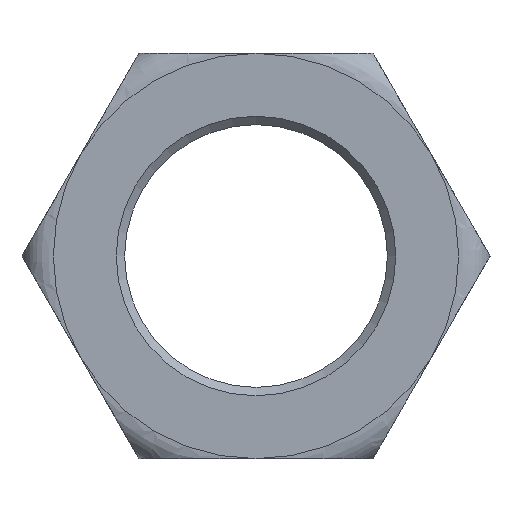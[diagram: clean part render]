
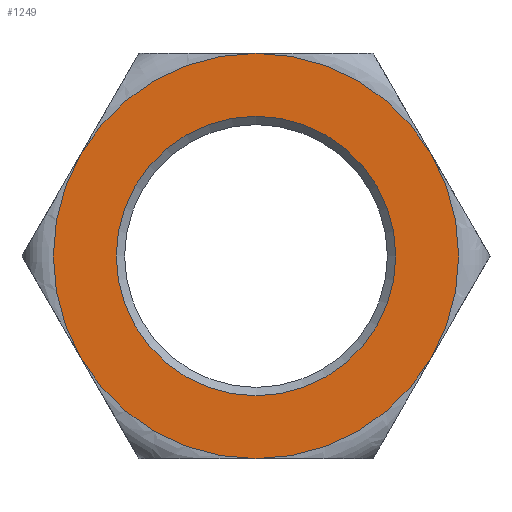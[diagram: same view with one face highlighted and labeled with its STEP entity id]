
A CAD part, front view. The second image highlights one B-rep face of the part: STEP entity #1249.
In plain terms, the highlighted planar face has unit normal (0, -1, 0).
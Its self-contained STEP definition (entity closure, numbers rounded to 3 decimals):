
#42 = AXIS2_PLACEMENT_3D ( 'NONE', #797, #524, #402 ) ;
#43 = CARTESIAN_POINT ( 'NONE',  ( -41.858, -40., -72.5 ) ) ;
#58 = ORIENTED_EDGE ( 'NONE', *, *, #135, .F. ) ;
#69 = CARTESIAN_POINT ( 'NONE',  ( 62.787, -40., -36.25 ) ) ;
#72 = CARTESIAN_POINT ( 'NONE',  ( 0., -40., 72.5 ) ) ;
#75 = DIRECTION ( 'NONE',  ( 1., 0., 0. ) ) ;
#96 = ORIENTED_EDGE ( 'NONE', *, *, #686, .F. ) ;
#124 = EDGE_CURVE ( 'NONE', #1532, #244, #1231, .T. ) ;
#135 = EDGE_CURVE ( 'NONE', #332, #1216, #539, .T. ) ;
#136 = VERTEX_POINT ( 'NONE', #156 ) ;
#156 = CARTESIAN_POINT ( 'NONE',  ( 62.787, -40., 36.25 ) ) ;
#157 = CARTESIAN_POINT ( 'NONE',  ( 41.858, -40., -72.5 ) ) ;
#158 = ORIENTED_EDGE ( 'NONE', *, *, #124, .F. ) ;
#195 = AXIS2_PLACEMENT_3D ( 'NONE', #1501, #1380, #900 ) ;
#238 = AXIS2_PLACEMENT_3D ( 'NONE', #1232, #1113, #647 ) ;
#244 = VERTEX_POINT ( 'NONE', #72 ) ;
#252 = ORIENTED_EDGE ( 'NONE', *, *, #467, .F. ) ;
#283 = FACE_OUTER_BOUND ( 'NONE', #810, .T. ) ;
#289 = CARTESIAN_POINT ( 'NONE',  ( 0., -40., -72.5 ) ) ;
#322 = AXIS2_PLACEMENT_3D ( 'NONE', #731, #1094, #955 ) ;
#332 = VERTEX_POINT ( 'NONE', #69 ) ;
#366 = VECTOR ( 'NONE', #1199, 1000. ) ;
#372 = ORIENTED_EDGE ( 'NONE', *, *, #575, .F. ) ;
#402 = DIRECTION ( 'NONE',  ( 0., 0., 1. ) ) ;
#438 = DIRECTION ( 'NONE',  ( 0., 1., 0. ) ) ;
#452 = CARTESIAN_POINT ( 'NONE',  ( 0., -40., 0. ) ) ;
#459 = DIRECTION ( 'NONE',  ( 0., 1., 0. ) ) ;
#467 = EDGE_CURVE ( 'NONE', #244, #136, #1086, .T. ) ;
#516 = ORIENTED_EDGE ( 'NONE', *, *, #952, .F. ) ;
#524 = DIRECTION ( 'NONE',  ( 0., 1., 0. ) ) ;
#526 = ORIENTED_EDGE ( 'NONE', *, *, #1084, .F. ) ;
#539 = LINE ( 'NONE', #1482, #1359 ) ;
#540 = DIRECTION ( 'NONE',  ( 1., 0., 0. ) ) ;
#549 = VECTOR ( 'NONE', #1104, 1000. ) ;
#556 = DIRECTION ( 'NONE',  ( 1., 0., 0. ) ) ;
#575 = EDGE_CURVE ( 'NONE', #1445, #853, #672, .T. ) ;
#582 = VERTEX_POINT ( 'NONE', #796 ) ;
#631 = VERTEX_POINT ( 'NONE', #1397 ) ;
#646 = VECTOR ( 'NONE', #710, 1000. ) ;
#647 = DIRECTION ( 'NONE',  ( 0., 0., 1. ) ) ;
#672 = CIRCLE ( 'NONE', #1487, 72.5 ) ;
#686 = EDGE_CURVE ( 'NONE', #894, #1532, #1018, .T. ) ;
#690 = LINE ( 'NONE', #1047, #646 ) ;
#707 = CARTESIAN_POINT ( 'NONE',  ( 0., -40., 72.5 ) ) ;
#710 = DIRECTION ( 'NONE',  ( 0.5, 0., 0.866 ) ) ;
#721 = CIRCLE ( 'NONE', #42, 50. ) ;
#722 = EDGE_CURVE ( 'NONE', #1216, #1509, #986, .T. ) ;
#731 = CARTESIAN_POINT ( 'NONE',  ( 0., -40., 0. ) ) ;
#768 = CARTESIAN_POINT ( 'NONE',  ( -62.787, -40., -36.25 ) ) ;
#769 = PLANE ( 'NONE',  #238 ) ;
#791 = CARTESIAN_POINT ( 'NONE',  ( 0., -40., 0. ) ) ;
#793 = EDGE_CURVE ( 'NONE', #1001, #1445, #847, .T. ) ;
#796 = CARTESIAN_POINT ( 'NONE',  ( 0., -40., 50. ) ) ;
#797 = CARTESIAN_POINT ( 'NONE',  ( 0., -40., 0. ) ) ;
#798 = AXIS2_PLACEMENT_3D ( 'NONE', #452, #459, #1279 ) ;
#810 = EDGE_LOOP ( 'NONE', ( #1347, #58, #1263, #252, #158, #96, #516, #372, #1143, #861, #526 ) ) ;
#847 = LINE ( 'NONE', #43, #366 ) ;
#853 = VERTEX_POINT ( 'NONE', #995 ) ;
#861 = ORIENTED_EDGE ( 'NONE', *, *, #1161, .F. ) ;
#876 = FACE_BOUND ( 'NONE', #1339, .T. ) ;
#894 = VERTEX_POINT ( 'NONE', #1171 ) ;
#900 = DIRECTION ( 'NONE',  ( 1., 0., 0. ) ) ;
#923 = DIRECTION ( 'NONE',  ( 0., 1., 0. ) ) ;
#932 = CARTESIAN_POINT ( 'NONE',  ( -62.787, -40., -36.25 ) ) ;
#951 = LINE ( 'NONE', #157, #1136 ) ;
#952 = EDGE_CURVE ( 'NONE', #853, #894, #690, .T. ) ;
#955 = DIRECTION ( 'NONE',  ( 1., 0., 0. ) ) ;
#986 = CIRCLE ( 'NONE', #1306, 72.5 ) ;
#990 = CARTESIAN_POINT ( 'NONE',  ( -41.858, -40., 72.5 ) ) ;
#995 = CARTESIAN_POINT ( 'NONE',  ( -62.787, -40., 36.25 ) ) ;
#1001 = VERTEX_POINT ( 'NONE', #932 ) ;
#1018 = CIRCLE ( 'NONE', #798, 72.5 ) ;
#1044 = DIRECTION ( 'NONE',  ( 0., 1., 0. ) ) ;
#1047 = CARTESIAN_POINT ( 'NONE',  ( -83.716, -40., 0. ) ) ;
#1060 = CIRCLE ( 'NONE', #1515, 72.5 ) ;
#1084 = EDGE_CURVE ( 'NONE', #1509, #631, #951, .T. ) ;
#1086 = CIRCLE ( 'NONE', #322, 72.5 ) ;
#1094 = DIRECTION ( 'NONE',  ( 0., 1., 0. ) ) ;
#1104 = DIRECTION ( 'NONE',  ( 1., 0., 0. ) ) ;
#1105 = DIRECTION ( 'NONE',  ( -1., 0., 0. ) ) ;
#1113 = DIRECTION ( 'NONE',  ( 0., 1., 0. ) ) ;
#1124 = EDGE_CURVE ( 'NONE', #136, #332, #1459, .T. ) ;
#1136 = VECTOR ( 'NONE', #1105, 1000. ) ;
#1139 = CARTESIAN_POINT ( 'NONE',  ( 62.787, -40., -36.25 ) ) ;
#1143 = ORIENTED_EDGE ( 'NONE', *, *, #793, .F. ) ;
#1161 = EDGE_CURVE ( 'NONE', #631, #1001, #1060, .T. ) ;
#1171 = CARTESIAN_POINT ( 'NONE',  ( -62.787, -40., 36.25 ) ) ;
#1199 = DIRECTION ( 'NONE',  ( -0.5, 0., 0.866 ) ) ;
#1216 = VERTEX_POINT ( 'NONE', #1139 ) ;
#1231 = LINE ( 'NONE', #990, #549 ) ;
#1232 = CARTESIAN_POINT ( 'NONE',  ( 0., -40., 0. ) ) ;
#1240 = EDGE_CURVE ( 'NONE', #582, #582, #721, .T. ) ;
#1249 = ADVANCED_FACE ( 'NONE', ( #876, #283 ), #769, .F. ) ;
#1263 = ORIENTED_EDGE ( 'NONE', *, *, #1124, .F. ) ;
#1279 = DIRECTION ( 'NONE',  ( 1., 0., 0. ) ) ;
#1286 = CARTESIAN_POINT ( 'NONE',  ( 0., -40., 0. ) ) ;
#1294 = CARTESIAN_POINT ( 'NONE',  ( 0., -40., 0. ) ) ;
#1306 = AXIS2_PLACEMENT_3D ( 'NONE', #1294, #1044, #75 ) ;
#1339 = EDGE_LOOP ( 'NONE', ( #1369 ) ) ;
#1347 = ORIENTED_EDGE ( 'NONE', *, *, #722, .F. ) ;
#1359 = VECTOR ( 'NONE', #1464, 1000. ) ;
#1369 = ORIENTED_EDGE ( 'NONE', *, *, #1240, .T. ) ;
#1380 = DIRECTION ( 'NONE',  ( 0., 1., 0. ) ) ;
#1397 = CARTESIAN_POINT ( 'NONE',  ( 0., -40., -72.5 ) ) ;
#1445 = VERTEX_POINT ( 'NONE', #768 ) ;
#1459 = CIRCLE ( 'NONE', #195, 72.5 ) ;
#1464 = DIRECTION ( 'NONE',  ( -0.5, 0., -0.866 ) ) ;
#1482 = CARTESIAN_POINT ( 'NONE',  ( 83.716, -40., 0. ) ) ;
#1487 = AXIS2_PLACEMENT_3D ( 'NONE', #1286, #923, #556 ) ;
#1501 = CARTESIAN_POINT ( 'NONE',  ( 0., -40., 0. ) ) ;
#1509 = VERTEX_POINT ( 'NONE', #289 ) ;
#1515 = AXIS2_PLACEMENT_3D ( 'NONE', #791, #438, #540 ) ;
#1532 = VERTEX_POINT ( 'NONE', #707 ) ;
